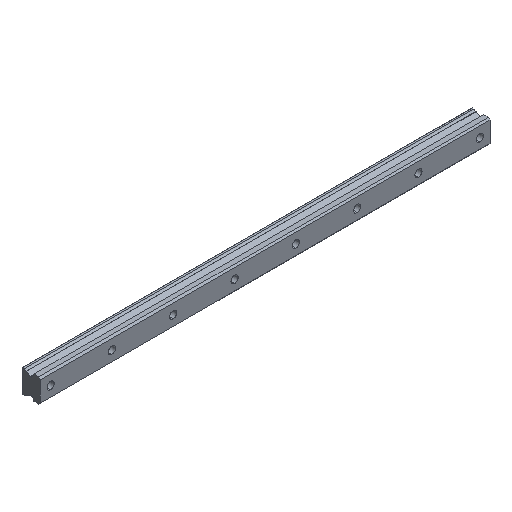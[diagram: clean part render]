
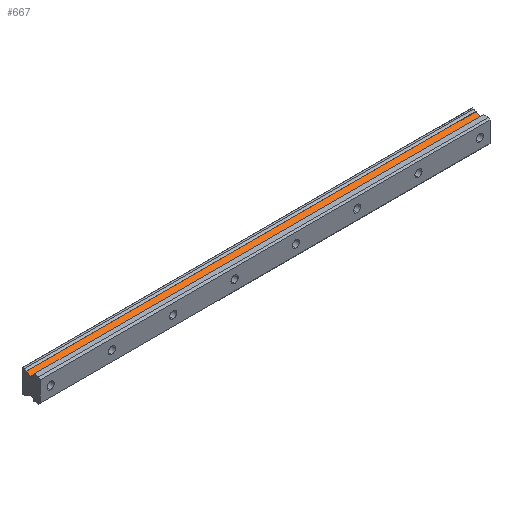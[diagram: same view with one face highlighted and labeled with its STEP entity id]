
A CAD part, isometric view. The second image highlights one B-rep face of the part: STEP entity #667.
In plain terms, the highlighted planar face has unit normal (0, -0.499, 0.867).
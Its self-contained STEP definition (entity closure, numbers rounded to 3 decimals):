
#148 = DIRECTION ( 'NONE',  ( 0., 0.499, -0.866 ) ) ;
#168 = CARTESIAN_POINT ( 'NONE',  ( 430., 13.68, 10.315 ) ) ;
#171 = VERTEX_POINT ( 'NONE', #453 ) ;
#255 = VECTOR ( 'NONE', #1698, 1000. ) ;
#266 = EDGE_CURVE ( 'NONE', #1174, #407, #445, .T. ) ;
#306 = PLANE ( 'NONE',  #714 ) ;
#407 = VERTEX_POINT ( 'NONE', #1406 ) ;
#445 = LINE ( 'NONE', #1798, #1821 ) ;
#453 = CARTESIAN_POINT ( 'NONE',  ( -10., 13.68, 10.315 ) ) ;
#549 = LINE ( 'NONE', #1031, #255 ) ;
#667 = ADVANCED_FACE ( 'NONE', ( #1799 ), #306, .F. ) ;
#714 = AXIS2_PLACEMENT_3D ( 'NONE', #972, #148, #1483 ) ;
#769 = DIRECTION ( 'NONE',  ( 1., 0., 0. ) ) ;
#940 = ORIENTED_EDGE ( 'NONE', *, *, #1269, .T. ) ;
#972 = CARTESIAN_POINT ( 'NONE',  ( 430., 13.68, 10.315 ) ) ;
#987 = ORIENTED_EDGE ( 'NONE', *, *, #1995, .F. ) ;
#1031 = CARTESIAN_POINT ( 'NONE',  ( -10., 13.68, 10.315 ) ) ;
#1152 = CARTESIAN_POINT ( 'NONE',  ( 430., 9.514, 7.915 ) ) ;
#1174 = VERTEX_POINT ( 'NONE', #168 ) ;
#1269 = EDGE_CURVE ( 'NONE', #171, #2078, #549, .T. ) ;
#1305 = DIRECTION ( 'NONE',  ( 0., -0.866, -0.499 ) ) ;
#1401 = ORIENTED_EDGE ( 'NONE', *, *, #1576, .F. ) ;
#1406 = CARTESIAN_POINT ( 'NONE',  ( 430., 9.514, 7.915 ) ) ;
#1416 = VECTOR ( 'NONE', #769, 1000. ) ;
#1483 = DIRECTION ( 'NONE',  ( 0., 0.866, 0.499 ) ) ;
#1484 = ORIENTED_EDGE ( 'NONE', *, *, #266, .F. ) ;
#1576 = EDGE_CURVE ( 'NONE', #171, #1174, #1600, .T. ) ;
#1593 = EDGE_LOOP ( 'NONE', ( #987, #1484, #1401, #940 ) ) ;
#1600 = LINE ( 'NONE', #1768, #1416 ) ;
#1629 = CARTESIAN_POINT ( 'NONE',  ( -10., 9.514, 7.915 ) ) ;
#1698 = DIRECTION ( 'NONE',  ( 0., -0.866, -0.499 ) ) ;
#1768 = CARTESIAN_POINT ( 'NONE',  ( 430., 13.68, 10.315 ) ) ;
#1774 = LINE ( 'NONE', #1152, #1944 ) ;
#1798 = CARTESIAN_POINT ( 'NONE',  ( 430., 13.68, 10.315 ) ) ;
#1799 = FACE_OUTER_BOUND ( 'NONE', #1593, .T. ) ;
#1805 = DIRECTION ( 'NONE',  ( -1., 0., 0. ) ) ;
#1821 = VECTOR ( 'NONE', #1305, 1000. ) ;
#1944 = VECTOR ( 'NONE', #1805, 1000. ) ;
#1995 = EDGE_CURVE ( 'NONE', #407, #2078, #1774, .T. ) ;
#2078 = VERTEX_POINT ( 'NONE', #1629 ) ;
